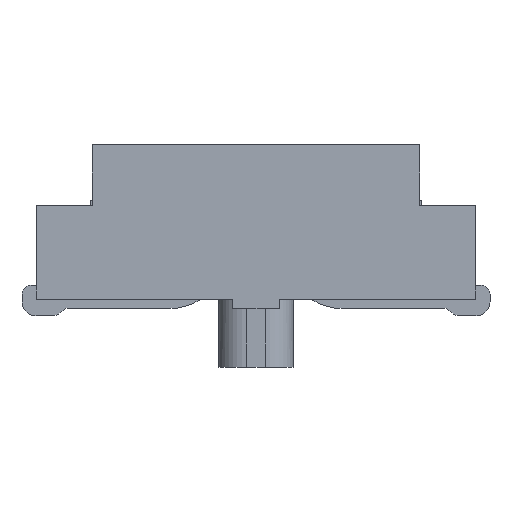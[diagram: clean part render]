
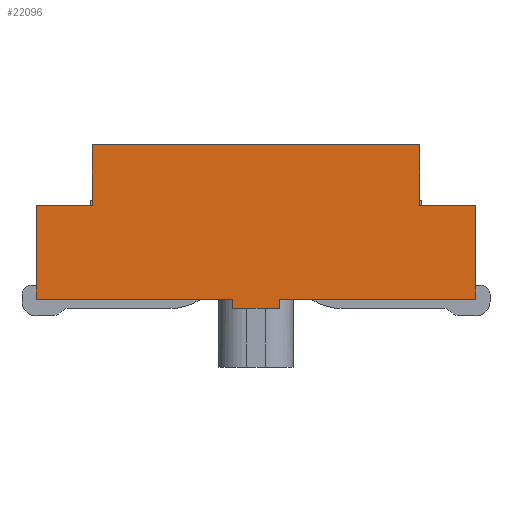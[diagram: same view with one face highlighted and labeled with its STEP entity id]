
A CAD part, left-side view. The second image highlights one B-rep face of the part: STEP entity #22096.
In plain terms, the highlighted planar face has unit normal (-1, 0, 0).
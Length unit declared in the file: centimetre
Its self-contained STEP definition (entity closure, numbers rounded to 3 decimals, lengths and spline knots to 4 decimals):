
#1642=FACE_OUTER_BOUND($,#2753,.T.);
#2753=EDGE_LOOP($,(#16545,#16546,#16547,#16548,#16549,#16550,#16551,#16552,
#16553,#16554,#16555,#16556));
#3615=LINE($,#31442,#6167);
#3642=LINE($,#31495,#6194);
#3717=LINE($,#31645,#6269);
#4498=LINE($,#33102,#7050);
#4501=LINE($,#33107,#7053);
#4504=LINE($,#33113,#7056);
#4508=LINE($,#33121,#7060);
#4558=LINE($,#33220,#7110);
#4562=LINE($,#33229,#7114);
#4582=LINE($,#33270,#7134);
#4599=LINE($,#33307,#7151);
#4639=LINE($,#33484,#7191);
#6167=VECTOR($,#24930,0.1);
#6194=VECTOR($,#24969,0.1);
#6269=VECTOR($,#25054,0.01);
#7050=VECTOR($,#26207,0.065);
#7053=VECTOR($,#26212,0.06);
#7056=VECTOR($,#26217,0.06);
#7060=VECTOR($,#26223,0.065);
#7110=VECTOR($,#26323,0.21);
#7114=VECTOR($,#26331,0.21);
#7134=VECTOR($,#26353,0.01);
#7151=VECTOR($,#26398,0.05);
#7191=VECTOR($,#26604,0.35);
#8708=VERTEX_POINT($,#31439);
#8709=VERTEX_POINT($,#31441);
#8728=VERTEX_POINT($,#31493);
#8729=VERTEX_POINT($,#31494);
#8798=VERTEX_POINT($,#31642);
#8799=VERTEX_POINT($,#31644);
#9288=VERTEX_POINT($,#33099);
#9289=VERTEX_POINT($,#33101);
#9292=VERTEX_POINT($,#33111);
#9295=VERTEX_POINT($,#33119);
#9319=VERTEX_POINT($,#33219);
#9342=VERTEX_POINT($,#33269);
#10983=EDGE_CURVE($,#8709,#8708,#3615,.T.);
#11010=EDGE_CURVE($,#8728,#8729,#3642,.T.);
#11085=EDGE_CURVE($,#8799,#8798,#3717,.T.);
#11866=EDGE_CURVE($,#9289,#9288,#4498,.T.);
#11869=EDGE_CURVE($,#9288,#8709,#4501,.T.);
#11872=EDGE_CURVE($,#8728,#9292,#4504,.T.);
#11876=EDGE_CURVE($,#9292,#9295,#4508,.T.);
#11927=EDGE_CURVE($,#9319,#8729,#4558,.T.);
#11933=EDGE_CURVE($,#8708,#8799,#4562,.T.);
#11953=EDGE_CURVE($,#9319,#9342,#4582,.T.);
#11972=EDGE_CURVE($,#9342,#8798,#4599,.T.);
#12024=EDGE_CURVE($,#9289,#9295,#4639,.T.);
#16545=ORIENTED_EDGE($,*,*,#10983,.T.);
#16546=ORIENTED_EDGE($,*,*,#11933,.T.);
#16547=ORIENTED_EDGE($,*,*,#11085,.T.);
#16548=ORIENTED_EDGE($,*,*,#11972,.F.);
#16549=ORIENTED_EDGE($,*,*,#11953,.F.);
#16550=ORIENTED_EDGE($,*,*,#11927,.T.);
#16551=ORIENTED_EDGE($,*,*,#11010,.F.);
#16552=ORIENTED_EDGE($,*,*,#11872,.T.);
#16553=ORIENTED_EDGE($,*,*,#11876,.T.);
#16554=ORIENTED_EDGE($,*,*,#12024,.F.);
#16555=ORIENTED_EDGE($,*,*,#11866,.T.);
#16556=ORIENTED_EDGE($,*,*,#11869,.T.);
#21430=PLANE($,#23202);
#22096=ADVANCED_FACE($,(#1642),#21430,.F.);
#23202=AXIS2_PLACEMENT_3D($,#33485,#26605,#26606);
#24930=DIRECTION($,(0.,0.,-1.));
#24969=DIRECTION($,(0.,0.,-1.));
#25054=DIRECTION($,(0.,0.,-1.));
#26207=DIRECTION($,(0.,0.,-1.));
#26212=DIRECTION($,(0.,1.,0.));
#26217=DIRECTION($,(0.,1.,0.));
#26223=DIRECTION($,(0.,0.,1.));
#26323=DIRECTION($,(0.,-1.,0.));
#26331=DIRECTION($,(0.,-1.,0.));
#26353=DIRECTION($,(0.,0.,-1.));
#26398=DIRECTION($,(0.,1.,0.));
#26604=DIRECTION($,(0.,-1.,0.));
#26605=DIRECTION('center_axis',(1.,0.,0.));
#26606=DIRECTION('ref_axis',(0.,1.,0.));
#31439=CARTESIAN_POINT('',(-0.453,0.235,0.014));
#31441=CARTESIAN_POINT('',(-0.453,0.235,0.114));
#31442=CARTESIAN_POINT($,(-0.453,0.235,0.179));
#31493=CARTESIAN_POINT('',(-0.453,-0.235,0.114));
#31494=CARTESIAN_POINT('',(-0.453,-0.235,0.014));
#31495=CARTESIAN_POINT($,(-0.453,-0.235,0.179));
#31642=CARTESIAN_POINT('',(-0.453,0.025,0.004));
#31644=CARTESIAN_POINT('',(-0.453,0.025,0.014));
#31645=CARTESIAN_POINT($,(-0.453,0.025,0.024));
#33099=CARTESIAN_POINT('',(-0.453,0.175,0.114));
#33101=CARTESIAN_POINT('',(-0.453,0.175,0.179));
#33102=CARTESIAN_POINT($,(-0.453,0.175,0.179));
#33107=CARTESIAN_POINT($,(-0.453,0.175,0.114));
#33111=CARTESIAN_POINT('',(-0.453,-0.175,0.114));
#33113=CARTESIAN_POINT($,(-0.453,-0.235,0.114));
#33119=CARTESIAN_POINT('',(-0.453,-0.175,0.179));
#33121=CARTESIAN_POINT($,(-0.453,-0.175,0.114));
#33219=CARTESIAN_POINT('',(-0.453,-0.025,0.014));
#33220=CARTESIAN_POINT($,(-0.453,0.235,0.014));
#33229=CARTESIAN_POINT($,(-0.453,0.235,0.014));
#33269=CARTESIAN_POINT('',(-0.453,-0.025,0.004));
#33270=CARTESIAN_POINT($,(-0.453,-0.025,0.024));
#33307=CARTESIAN_POINT($,(-0.453,-0.025,0.004));
#33484=CARTESIAN_POINT($,(-0.453,0.235,0.179));
#33485=CARTESIAN_POINT('Origin',(-0.453,0.235,0.179));
